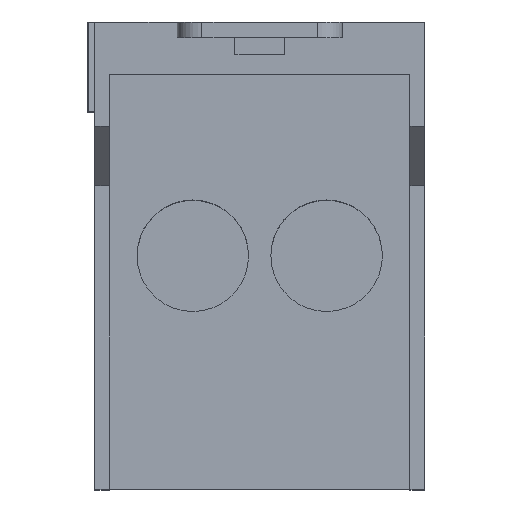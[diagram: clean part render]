
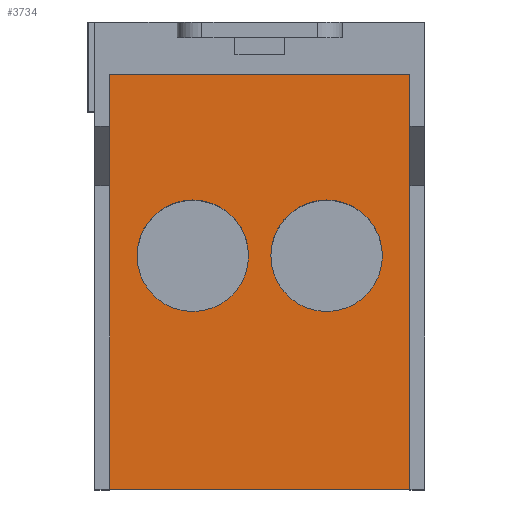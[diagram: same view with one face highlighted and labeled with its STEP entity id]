
A CAD part, top view. The second image highlights one B-rep face of the part: STEP entity #3734.
In plain terms, the highlighted planar face has unit normal (0, 0, 1).
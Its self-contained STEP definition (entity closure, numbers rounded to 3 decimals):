
#2162=CARTESIAN_POINT('POINT141',(-1.905,-39.878,37.602
   ));
#2163=VERTEX_POINT('VERTEX141',#2162);
#2170=CARTESIAN_POINT('POINT142',(-20.955,-39.878,
   37.602));
#2171=VERTEX_POINT('VERTEX142',#2170);
#2172=CARTESIAN_POINT('POS266',(-11.43,-39.878,37.602))
   ;
#2173=DIRECTION('DIR369',(0.,0.,-1.));
#2174=DIRECTION('DIR370',(1.,0.,0.));
#2175=AXIS2_PLACEMENT_3D('AXIS104',#2172,#2173,#2174);
#2176=CIRCLE('ELLIPSE33',#2175,9.525);
#2177=EDGE_CURVE('EDGE199',#2171,#2163,#2176,.T.);
#2197=EDGE_CURVE('EDGE201',#2163,#2171,#2176,.T.);
#2202=CARTESIAN_POINT('POINT143',(20.955,-39.878,37.602
   ));
#2203=VERTEX_POINT('VERTEX143',#2202);
#2210=CARTESIAN_POINT('POINT144',(1.905,-39.878,37.602)
   );
#2211=VERTEX_POINT('VERTEX144',#2210);
#2212=CARTESIAN_POINT('POS270',(11.43,-39.878,37.602));
#2213=DIRECTION('DIR375',(0.,0.,-1.));
#2214=DIRECTION('DIR376',(1.,0.,0.));
#2215=AXIS2_PLACEMENT_3D('AXIS106',#2212,#2213,#2214);
#2216=CIRCLE('ELLIPSE34',#2215,9.525);
#2217=EDGE_CURVE('EDGE203',#2211,#2203,#2216,.T.);
#2237=EDGE_CURVE('EDGE205',#2203,#2211,#2216,.T.);
#3394=CARTESIAN_POINT('POINT219',(25.654,-8.89,37.602))
   ;
#3395=VERTEX_POINT('VERTEX219',#3394);
#3403=CARTESIAN_POINT('POINT220',(-25.654,-8.89,37.602)
   );
#3404=VERTEX_POINT('VERTEX220',#3403);
#3411=CARTESIAN_POINT('POS404',(0.,-8.89,37.602));
#3412=DIRECTION('DIR543',(1.,0.,0.));
#3413=VECTOR('VEC265',#3412,25.4);
#3414=LINE('STRAIGHT265',#3411,#3413);
#3415=EDGE_CURVE('EDGE324',#3404,#3395,#3414,.T.);
#3696=ORIENTED_EDGE('COEDGE591',*,*,#2237,.T.);
#3697=ORIENTED_EDGE('COEDGE592',*,*,#2217,.T.);
#3698=EDGE_LOOP('NONE',(#3696,#3697));
#3699=FACE_BOUND('LOOP1',#3698,.T.);
#3700=ORIENTED_EDGE('COEDGE593',*,*,#2197,.T.);
#3701=ORIENTED_EDGE('COEDGE594',*,*,#2177,.T.);
#3702=EDGE_LOOP('NONE',(#3700,#3701));
#3703=FACE_BOUND('LOOP1',#3702,.T.);
#3704=CARTESIAN_POINT('POINT243',(25.654,-79.756,37.602
   ));
#3705=VERTEX_POINT('VERTEX243',#3704);
#3706=CARTESIAN_POINT('POS432',(25.654,-44.323,37.602))
   ;
#3707=DIRECTION('DIR582',(0.,-1.,0.));
#3708=VECTOR('VEC282',#3707,25.4);
#3709=LINE('STRAIGHT282',#3706,#3708);
#3710=EDGE_CURVE('EDGE347',#3395,#3705,#3709,.T.);
#3711=ORIENTED_EDGE('COEDGE595',*,*,#3710,.F.);
#3712=ORIENTED_EDGE('COEDGE596',*,*,#3415,.F.);
#3713=CARTESIAN_POINT('POINT244',(-25.654,-79.756,
   37.602));
#3714=VERTEX_POINT('VERTEX244',#3713);
#3715=CARTESIAN_POINT('POS433',(-25.654,-44.323,37.602)
   );
#3716=DIRECTION('DIR583',(0.,1.,0.));
#3717=VECTOR('VEC283',#3716,25.4);
#3718=LINE('STRAIGHT283',#3715,#3717);
#3719=EDGE_CURVE('EDGE348',#3714,#3404,#3718,.T.);
#3720=ORIENTED_EDGE('COEDGE597',*,*,#3719,.F.);
#3721=CARTESIAN_POINT('POS434',(14.097,-79.756,37.602))
   ;
#3722=DIRECTION('DIR584',(-1.,0.,0.));
#3723=VECTOR('VEC284',#3722,25.4);
#3724=LINE('STRAIGHT284',#3721,#3723);
#3725=EDGE_CURVE('EDGE349',#3705,#3714,#3724,.T.);
#3726=ORIENTED_EDGE('COEDGE598',*,*,#3725,.F.);
#3727=EDGE_LOOP('NONE',(#3711,#3712,#3720,#3726));
#3728=FACE_BOUND('LOOP1',#3727,.T.);
#3729=CARTESIAN_POINT('POS435',(0.,-44.323,37.602));
#3730=DIRECTION('DIR585',(0.,0.,1.));
#3731=DIRECTION('DIR586',(1.,0.,0.));
#3732=AXIS2_PLACEMENT_3D('AXIS151',#3729,#3730,#3731);
#3733=PLANE('PLANE94',#3732);
#3734=ADVANCED_FACE('FACE126',(#3699,#3703,#3728),#3733,.T.);
